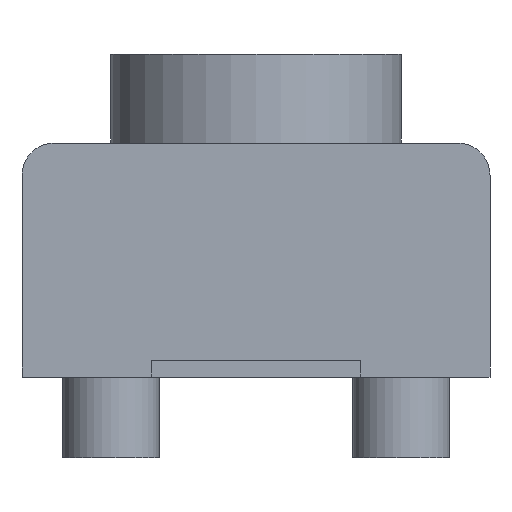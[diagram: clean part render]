
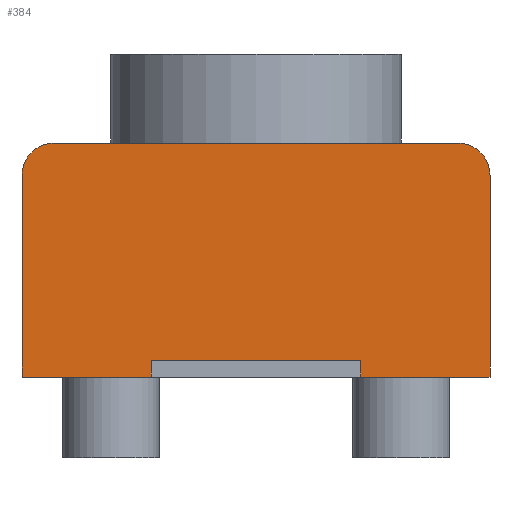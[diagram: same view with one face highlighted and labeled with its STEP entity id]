
A CAD part, front view. The second image highlights one B-rep face of the part: STEP entity #384.
In plain terms, the highlighted planar face has unit normal (0, -1, 0).
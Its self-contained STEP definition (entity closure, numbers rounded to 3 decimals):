
#20=PLANE('',#424);
#39=FACE_OUTER_BOUND('',#61,.T.);
#61=EDGE_LOOP('',(#284,#285,#286,#287,#288,#289,#290,#291,#292,#293));
#85=LINE('',#569,#126);
#95=LINE('',#594,#136);
#97=LINE('',#598,#138);
#98=LINE('',#600,#139);
#99=LINE('',#602,#140);
#100=LINE('',#604,#141);
#101=LINE('',#605,#142);
#102=LINE('',#606,#143);
#126=VECTOR('',#461,10.);
#136=VECTOR('',#481,10.);
#138=VECTOR('',#485,10.);
#139=VECTOR('',#486,10.);
#140=VECTOR('',#487,10.);
#141=VECTOR('',#488,10.);
#142=VECTOR('',#489,10.);
#143=VECTOR('',#490,10.);
#163=CIRCLE('',#416,0.2);
#166=CIRCLE('',#422,0.2);
#173=VERTEX_POINT('',#556);
#174=VERTEX_POINT('',#557);
#178=VERTEX_POINT('',#567);
#186=VERTEX_POINT('',#587);
#187=VERTEX_POINT('',#589);
#188=VERTEX_POINT('',#593);
#189=VERTEX_POINT('',#597);
#190=VERTEX_POINT('',#599);
#191=VERTEX_POINT('',#601);
#192=VERTEX_POINT('',#603);
#207=EDGE_CURVE('',#173,#174,#163,.T.);
#213=EDGE_CURVE('',#178,#173,#85,.T.);
#223=EDGE_CURVE('',#186,#187,#166,.T.);
#225=EDGE_CURVE('',#188,#187,#95,.T.);
#227=EDGE_CURVE('',#178,#189,#97,.T.);
#228=EDGE_CURVE('',#189,#190,#98,.T.);
#229=EDGE_CURVE('',#191,#190,#99,.T.);
#230=EDGE_CURVE('',#192,#191,#100,.T.);
#231=EDGE_CURVE('',#192,#188,#101,.T.);
#232=EDGE_CURVE('',#174,#186,#102,.T.);
#284=ORIENTED_EDGE('',*,*,#207,.F.);
#285=ORIENTED_EDGE('',*,*,#213,.F.);
#286=ORIENTED_EDGE('',*,*,#227,.T.);
#287=ORIENTED_EDGE('',*,*,#228,.T.);
#288=ORIENTED_EDGE('',*,*,#229,.F.);
#289=ORIENTED_EDGE('',*,*,#230,.F.);
#290=ORIENTED_EDGE('',*,*,#231,.T.);
#291=ORIENTED_EDGE('',*,*,#225,.T.);
#292=ORIENTED_EDGE('',*,*,#223,.F.);
#293=ORIENTED_EDGE('',*,*,#232,.F.);
#384=ADVANCED_FACE('',(#39),#20,.T.);
#416=AXIS2_PLACEMENT_3D('',#558,#451,#452);
#422=AXIS2_PLACEMENT_3D('',#590,#476,#477);
#424=AXIS2_PLACEMENT_3D('',#596,#483,#484);
#451=DIRECTION('center_axis',(0.,1.,0.));
#452=DIRECTION('ref_axis',(-0.707,0.,0.707));
#461=DIRECTION('',(0.,0.,1.));
#476=DIRECTION('center_axis',(0.,1.,0.));
#477=DIRECTION('ref_axis',(0.707,0.,0.707));
#481=DIRECTION('',(0.,0.,1.));
#483=DIRECTION('center_axis',(0.,-1.,0.));
#484=DIRECTION('ref_axis',(1.,0.,0.));
#485=DIRECTION('',(1.,0.,0.));
#486=DIRECTION('',(0.,0.,1.));
#487=DIRECTION('',(-1.,0.,0.));
#488=DIRECTION('',(0.,0.,1.));
#489=DIRECTION('',(1.,0.,0.));
#490=DIRECTION('',(1.,0.,0.));
#556=CARTESIAN_POINT('',(-1.45,-1.95,1.25));
#557=CARTESIAN_POINT('',(-1.25,-1.95,1.45));
#558=CARTESIAN_POINT('Origin',(-1.25,-1.95,1.25));
#567=CARTESIAN_POINT('',(-1.45,-1.95,0.));
#569=CARTESIAN_POINT('',(-1.45,-1.95,0.));
#587=CARTESIAN_POINT('',(1.25,-1.95,1.45));
#589=CARTESIAN_POINT('',(1.45,-1.95,1.25));
#590=CARTESIAN_POINT('Origin',(1.25,-1.95,1.25));
#593=CARTESIAN_POINT('',(1.45,-1.95,0.));
#594=CARTESIAN_POINT('',(1.45,-1.95,0.));
#596=CARTESIAN_POINT('Origin',(-1.45,-1.95,0.));
#597=CARTESIAN_POINT('',(-0.65,-1.95,0.));
#598=CARTESIAN_POINT('',(-1.45,-1.95,0.));
#599=CARTESIAN_POINT('',(-0.65,-1.95,0.1));
#600=CARTESIAN_POINT('',(-0.65,-1.95,0.));
#601=CARTESIAN_POINT('',(0.65,-1.95,0.1));
#602=CARTESIAN_POINT('',(-1.45,-1.95,0.1));
#603=CARTESIAN_POINT('',(0.65,-1.95,0.));
#604=CARTESIAN_POINT('',(0.65,-1.95,0.));
#605=CARTESIAN_POINT('',(-1.45,-1.95,0.));
#606=CARTESIAN_POINT('',(-1.45,-1.95,1.45));
